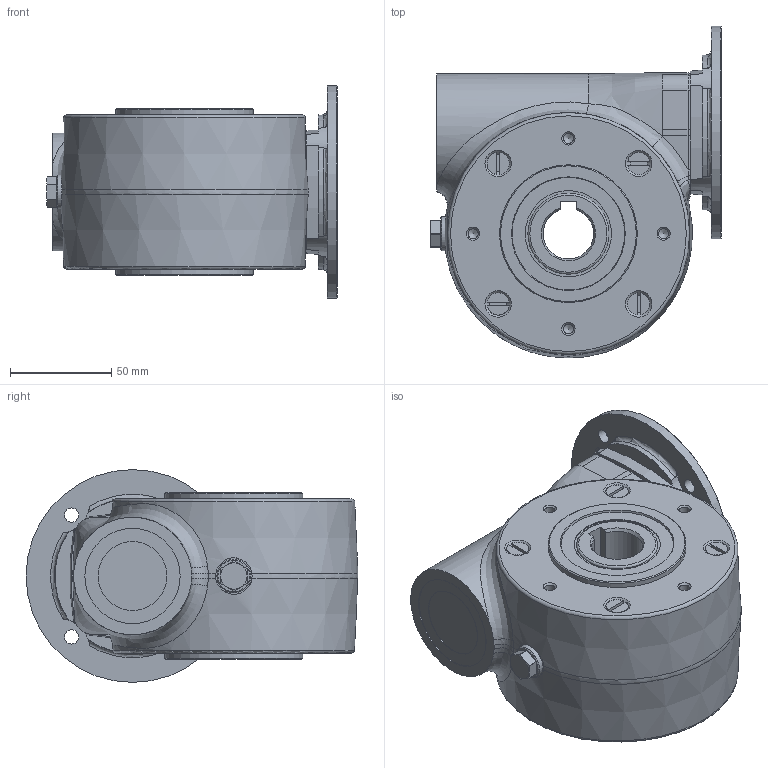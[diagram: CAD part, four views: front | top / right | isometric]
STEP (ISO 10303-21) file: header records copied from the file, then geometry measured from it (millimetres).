
FILE_DESCRIPTION( ( 'Unknown' ), '1' );
FILE_NAME( '293F8EA0BA5EC05262E581440BE3FC3.3d.stp', 'Unknown', ( 'Unknown' ), ( 'Unknown' ), 'PSStep 10.1', 'Unknown', ' ' );
FILE_SCHEMA( ( 'AUTOMOTIVE_DESIGN { 1 0 10303 214 1 1 1 1 }' ) );
Length unit declared in the file: millimetre
Products named in the file (1): N508800
Bounding box: 143.5 x 163.72 x 105 mm (x, y, z)
Volume: 1099074.2 mm3; surface area: 94122.6 mm2
Topology: 1 solids, 9 shells, 345 faces, 835 edges, 539 vertices
Faces by surface type: plane 126, cylinder 91, cone 74, bspline 30, torus 24
Full cylindrical faces by diameter (mm): 4.917 x22, 6 x4, 6.5 x4, 7 x4, 10 x4, 11 x4, 16.662 x1, 18 x1, 30 x1, 34 x1, 40 x1, 42.5 x2, 47 x1, 55 x1, 68 x2, 70 x1, 105 x1
Entity records: 15321 total; most frequent: CARTESIAN_POINT 5621, DIRECTION 1402, ORIENTED_EDGE 1294, EDGE_CURVE 647, AXIS2_PLACEMENT_3D 619, EDGE_LOOP 506, VERTEX_POINT 479, FACE_OUTER_BOUND 410
